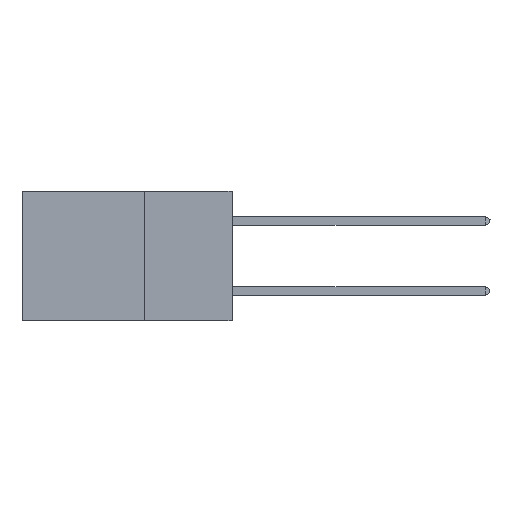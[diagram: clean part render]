
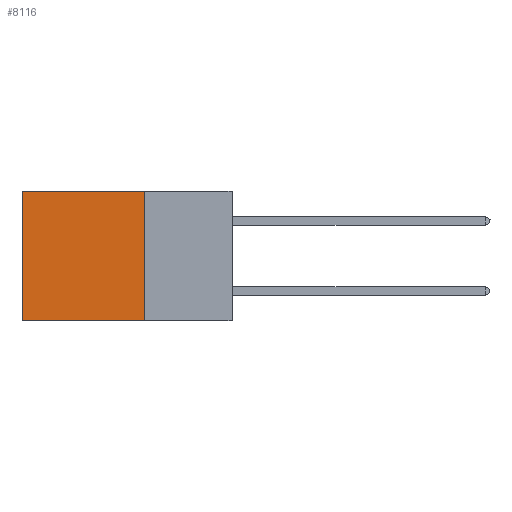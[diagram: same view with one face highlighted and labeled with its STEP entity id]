
A CAD part, left-side view. The second image highlights one B-rep face of the part: STEP entity #8116.
In plain terms, the highlighted planar face has unit normal (-1, 0, 0).
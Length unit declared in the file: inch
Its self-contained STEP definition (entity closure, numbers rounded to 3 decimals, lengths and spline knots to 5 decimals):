
#590 = EDGE_CURVE ( 'NONE', #12271, #13847, #20238, .T. ) ;
#836 = EDGE_LOOP ( 'NONE', ( #8040, #11427, #15730, #23130 ) ) ;
#1667 = CARTESIAN_POINT ( 'NONE',  ( 0.2875, 0.25, 0. ) ) ;
#3235 = LINE ( 'NONE', #22440, #8727 ) ;
#4060 = FACE_OUTER_BOUND ( 'NONE', #836, .T. ) ;
#5494 = VERTEX_POINT ( 'NONE', #8824 ) ;
#7761 = AXIS2_PLACEMENT_3D ( 'NONE', #31303, #14543, #30931 ) ;
#7996 = DIRECTION ( 'NONE',  ( 0., 0., -1. ) ) ;
#8040 = ORIENTED_EDGE ( 'NONE', *, *, #14736, .T. ) ;
#8116 = ADVANCED_FACE ( 'NONE', ( #4060 ), #14911, .F. ) ;
#8117 = VECTOR ( 'NONE', #29519, 39.37008 ) ;
#8135 = CARTESIAN_POINT ( 'NONE',  ( 0.2875, 0.25, 0. ) ) ;
#8727 = VECTOR ( 'NONE', #25130, 39.37008 ) ;
#8824 = CARTESIAN_POINT ( 'NONE',  ( 0.2875, 0.6, -0.37 ) ) ;
#11427 = ORIENTED_EDGE ( 'NONE', *, *, #32210, .F. ) ;
#11872 = CARTESIAN_POINT ( 'NONE',  ( 0.2875, 0.25, 0. ) ) ;
#12271 = VERTEX_POINT ( 'NONE', #1667 ) ;
#13582 = CARTESIAN_POINT ( 'NONE',  ( 0.2875, 0.25, -0.37 ) ) ;
#13847 = VERTEX_POINT ( 'NONE', #13582 ) ;
#13893 = VECTOR ( 'NONE', #33762, 39.37008 ) ;
#14543 = DIRECTION ( 'NONE',  ( 1., 0., 0. ) ) ;
#14736 = EDGE_CURVE ( 'NONE', #17931, #5494, #24872, .T. ) ;
#14911 = PLANE ( 'NONE',  #7761 ) ;
#15730 = ORIENTED_EDGE ( 'NONE', *, *, #590, .F. ) ;
#17184 = VECTOR ( 'NONE', #7996, 39.37008 ) ;
#17931 = VERTEX_POINT ( 'NONE', #26147 ) ;
#20238 = LINE ( 'NONE', #11872, #13893 ) ;
#21665 = LINE ( 'NONE', #8135, #8117 ) ;
#22440 = CARTESIAN_POINT ( 'NONE',  ( 0.2875, 0.25, -0.37 ) ) ;
#23130 = ORIENTED_EDGE ( 'NONE', *, *, #31122, .T. ) ;
#24372 = CARTESIAN_POINT ( 'NONE',  ( 0.2875, 0.6, 0. ) ) ;
#24872 = LINE ( 'NONE', #24372, #17184 ) ;
#25130 = DIRECTION ( 'NONE',  ( 0., 1., 0. ) ) ;
#26147 = CARTESIAN_POINT ( 'NONE',  ( 0.2875, 0.6, 0. ) ) ;
#29519 = DIRECTION ( 'NONE',  ( 0., 1., 0. ) ) ;
#30931 = DIRECTION ( 'NONE',  ( 0., 0., -1. ) ) ;
#31122 = EDGE_CURVE ( 'NONE', #12271, #17931, #21665, .T. ) ;
#31303 = CARTESIAN_POINT ( 'NONE',  ( 0.2875, 0.25, 0. ) ) ;
#32210 = EDGE_CURVE ( 'NONE', #13847, #5494, #3235, .T. ) ;
#33762 = DIRECTION ( 'NONE',  ( 0., 0., -1. ) ) ;
